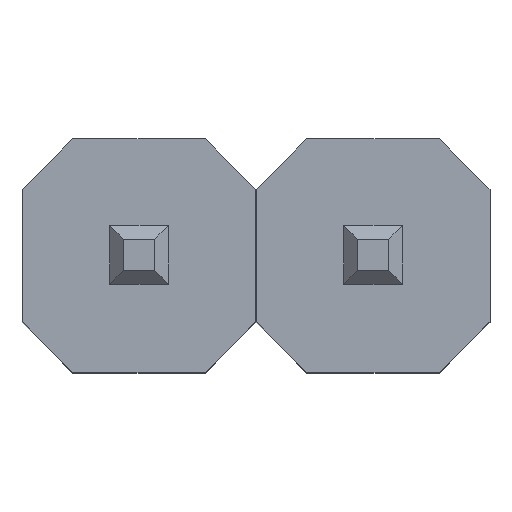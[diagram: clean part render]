
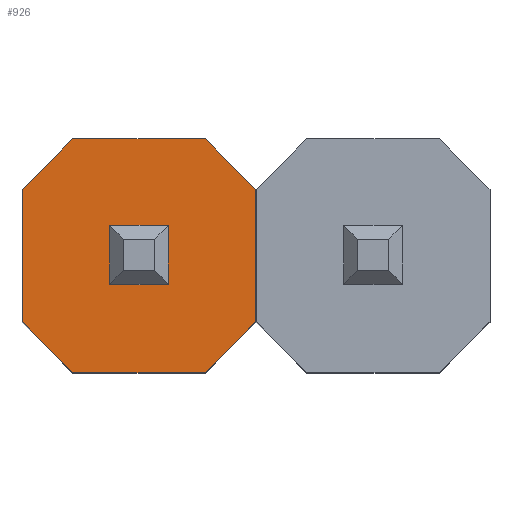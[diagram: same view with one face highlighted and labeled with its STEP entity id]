
A CAD part, top view. The second image highlights one B-rep face of the part: STEP entity #926.
In plain terms, the highlighted planar face has unit normal (0, 0, 1).
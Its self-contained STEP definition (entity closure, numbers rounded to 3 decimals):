
#38=FACE_OUTER_BOUND('',#94,.T.);
#94=EDGE_LOOP('',(#665,#666,#667,#668,#669,#670,#671,#672));
#142=LINE('',#1306,#270);
#146=LINE('',#1315,#274);
#153=LINE('',#1328,#281);
#162=LINE('',#1345,#290);
#168=LINE('',#1356,#296);
#169=LINE('',#1358,#297);
#171=LINE('',#1362,#299);
#172=LINE('',#1364,#300);
#270=VECTOR('',#1057,10.);
#274=VECTOR('',#1063,10.);
#281=VECTOR('',#1072,10.);
#290=VECTOR('',#1089,10.);
#296=VECTOR('',#1099,10.);
#297=VECTOR('',#1102,10.);
#299=VECTOR('',#1106,10.);
#300=VECTOR('',#1109,10.);
#398=VERTEX_POINT('',#1303);
#399=VERTEX_POINT('',#1305);
#402=VERTEX_POINT('',#1312);
#403=VERTEX_POINT('',#1314);
#408=VERTEX_POINT('',#1326);
#412=VERTEX_POINT('',#1344);
#415=VERTEX_POINT('',#1354);
#416=VERTEX_POINT('',#1360);
#478=EDGE_CURVE('',#398,#399,#142,.T.);
#482=EDGE_CURVE('',#402,#403,#146,.T.);
#489=EDGE_CURVE('',#398,#408,#153,.T.);
#498=EDGE_CURVE('',#402,#412,#162,.T.);
#504=EDGE_CURVE('',#415,#408,#168,.T.);
#505=EDGE_CURVE('',#415,#403,#169,.T.);
#507=EDGE_CURVE('',#416,#412,#171,.T.);
#508=EDGE_CURVE('',#416,#399,#172,.T.);
#665=ORIENTED_EDGE('',*,*,#504,.F.);
#666=ORIENTED_EDGE('',*,*,#505,.T.);
#667=ORIENTED_EDGE('',*,*,#482,.F.);
#668=ORIENTED_EDGE('',*,*,#498,.T.);
#669=ORIENTED_EDGE('',*,*,#507,.F.);
#670=ORIENTED_EDGE('',*,*,#508,.T.);
#671=ORIENTED_EDGE('',*,*,#478,.F.);
#672=ORIENTED_EDGE('',*,*,#489,.T.);
#870=PLANE('',#1000);
#926=ADVANCED_FACE('',(#38),#870,.T.);
#1000=AXIS2_PLACEMENT_3D('',#1365,#1110,#1111);
#1057=DIRECTION('',(-0.707,-0.707,0.));
#1063=DIRECTION('',(0.707,0.707,0.));
#1072=DIRECTION('',(0.,1.,0.));
#1089=DIRECTION('',(0.,-1.,0.));
#1099=DIRECTION('',(0.707,-0.707,0.));
#1102=DIRECTION('',(-1.,0.,0.));
#1106=DIRECTION('',(-0.707,0.707,0.));
#1109=DIRECTION('',(1.,0.,0.));
#1110=DIRECTION('center_axis',(0.,0.,1.));
#1111=DIRECTION('ref_axis',(1.,0.,0.));
#1303=CARTESIAN_POINT('',(0.,-0.717,2.59));
#1305=CARTESIAN_POINT('',(-0.553,-1.27,2.59));
#1306=CARTESIAN_POINT('',(-0.276,-0.994,2.59));
#1312=CARTESIAN_POINT('',(-2.54,0.717,2.59));
#1314=CARTESIAN_POINT('',(-1.987,1.27,2.59));
#1315=CARTESIAN_POINT('',(-2.264,0.994,2.59));
#1326=CARTESIAN_POINT('',(0.,0.717,2.59));
#1328=CARTESIAN_POINT('',(0.,-1.27,2.59));
#1344=CARTESIAN_POINT('',(-2.54,-0.717,2.59));
#1345=CARTESIAN_POINT('',(-2.54,1.27,2.59));
#1354=CARTESIAN_POINT('',(-0.553,1.27,2.59));
#1356=CARTESIAN_POINT('',(-0.276,0.994,2.59));
#1358=CARTESIAN_POINT('',(0.,1.27,2.59));
#1360=CARTESIAN_POINT('',(-1.987,-1.27,2.59));
#1362=CARTESIAN_POINT('',(-2.264,-0.994,2.59));
#1364=CARTESIAN_POINT('',(-2.54,-1.27,2.59));
#1365=CARTESIAN_POINT('Origin',(-1.27,0.,
2.59));
